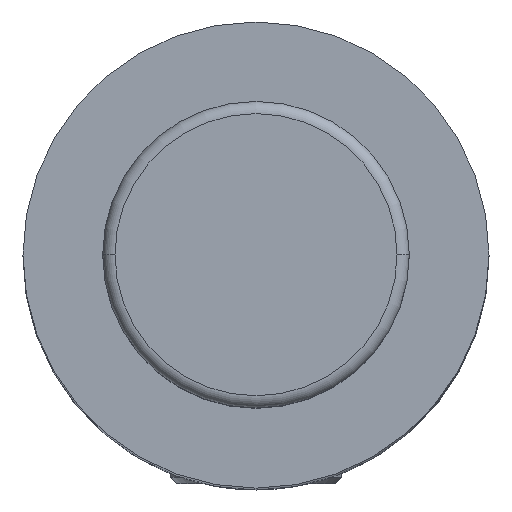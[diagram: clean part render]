
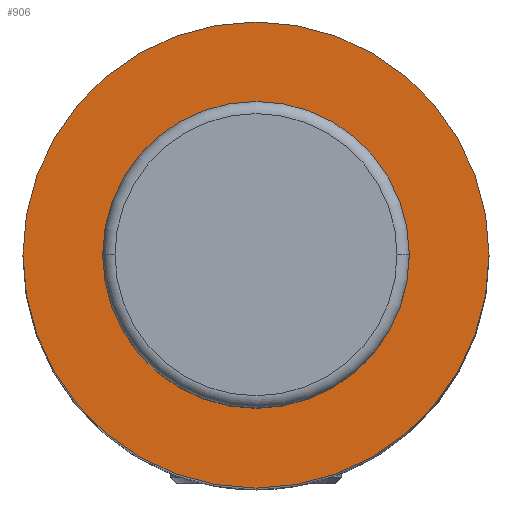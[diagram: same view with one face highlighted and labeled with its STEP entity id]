
A CAD part, top view. The second image highlights one B-rep face of the part: STEP entity #906.
In plain terms, the highlighted planar face has unit normal (0, 0, 1).
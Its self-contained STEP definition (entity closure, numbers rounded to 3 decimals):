
#5 = CARTESIAN_POINT ( 'NONE',  ( 19., 0., 88. ) ) ;
#116 = CARTESIAN_POINT ( 'NONE',  ( 0., 0., 88. ) ) ;
#131 = DIRECTION ( 'NONE',  ( -1., 0., 0. ) ) ;
#200 = EDGE_CURVE ( 'NONE', #1046, #1497, #1962, .T. ) ;
#202 = DIRECTION ( 'NONE',  ( -1., 0., 0. ) ) ;
#313 = DIRECTION ( 'NONE',  ( -1., 0., 0. ) ) ;
#378 = CIRCLE ( 'NONE', #1730, 19. ) ;
#401 = AXIS2_PLACEMENT_3D ( 'NONE', #2488, #1367, #202 ) ;
#443 = DIRECTION ( 'NONE',  ( 0., 0., -1. ) ) ;
#501 = VERTEX_POINT ( 'NONE', #567 ) ;
#567 = CARTESIAN_POINT ( 'NONE',  ( -19., 0., 88. ) ) ;
#633 = CARTESIAN_POINT ( 'NONE',  ( -12.5, 0., 88. ) ) ;
#647 = EDGE_CURVE ( 'NONE', #501, #667, #1661, .T. ) ;
#667 = VERTEX_POINT ( 'NONE', #5 ) ;
#704 = EDGE_CURVE ( 'NONE', #1497, #1046, #981, .T. ) ;
#773 = AXIS2_PLACEMENT_3D ( 'NONE', #2418, #1295, #131 ) ;
#827 = DIRECTION ( 'NONE',  ( 1., 0., 0. ) ) ;
#906 = ADVANCED_FACE ( 'NONE', ( #949, #2259 ), #1768, .T. ) ;
#910 = EDGE_LOOP ( 'NONE', ( #1721, #1225 ) ) ;
#947 = AXIS2_PLACEMENT_3D ( 'NONE', #1588, #443, #1789 ) ;
#949 = FACE_BOUND ( 'NONE', #2425, .T. ) ;
#981 = CIRCLE ( 'NONE', #947, 12.5 ) ;
#986 = CARTESIAN_POINT ( 'NONE',  ( -12.5, 0., 88. ) ) ;
#1046 = VERTEX_POINT ( 'NONE', #2360 ) ;
#1199 = EDGE_CURVE ( 'NONE', #667, #501, #378, .T. ) ;
#1225 = ORIENTED_EDGE ( 'NONE', *, *, #1199, .F. ) ;
#1295 = DIRECTION ( 'NONE',  ( 0., 0., -1. ) ) ;
#1367 = DIRECTION ( 'NONE',  ( 0., 0., -1. ) ) ;
#1467 = DIRECTION ( 'NONE',  ( 0., 0., -1. ) ) ;
#1497 = VERTEX_POINT ( 'NONE', #986 ) ;
#1588 = CARTESIAN_POINT ( 'NONE',  ( 0., 0., 88. ) ) ;
#1642 = ORIENTED_EDGE ( 'NONE', *, *, #704, .T. ) ;
#1661 = CIRCLE ( 'NONE', #401, 19. ) ;
#1721 = ORIENTED_EDGE ( 'NONE', *, *, #647, .F. ) ;
#1730 = AXIS2_PLACEMENT_3D ( 'NONE', #116, #1467, #313 ) ;
#1768 = PLANE ( 'NONE',  #1777 ) ;
#1777 = AXIS2_PLACEMENT_3D ( 'NONE', #633, #1953, #827 ) ;
#1789 = DIRECTION ( 'NONE',  ( -1., 0., 0. ) ) ;
#1869 = ORIENTED_EDGE ( 'NONE', *, *, #200, .T. ) ;
#1953 = DIRECTION ( 'NONE',  ( 0., 0., 1. ) ) ;
#1962 = CIRCLE ( 'NONE', #773, 12.5 ) ;
#2259 = FACE_OUTER_BOUND ( 'NONE', #910, .T. ) ;
#2360 = CARTESIAN_POINT ( 'NONE',  ( 12.5, 0., 88. ) ) ;
#2418 = CARTESIAN_POINT ( 'NONE',  ( 0., 0., 88. ) ) ;
#2425 = EDGE_LOOP ( 'NONE', ( #1642, #1869 ) ) ;
#2488 = CARTESIAN_POINT ( 'NONE',  ( 0., 0., 88. ) ) ;
